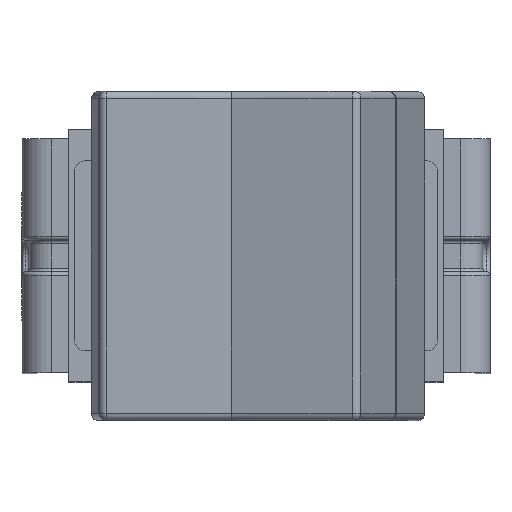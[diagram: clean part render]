
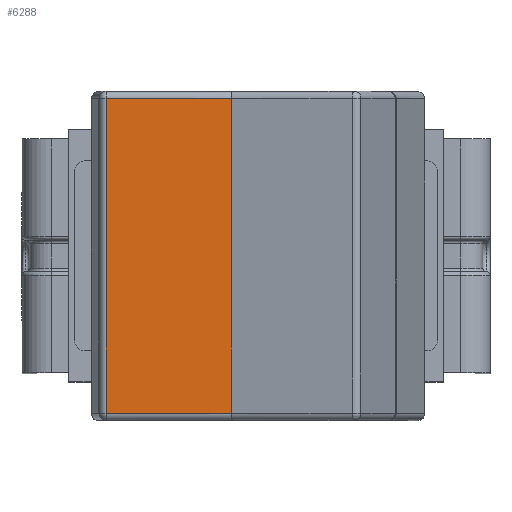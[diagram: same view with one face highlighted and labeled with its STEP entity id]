
A CAD part, top view. The second image highlights one B-rep face of the part: STEP entity #6288.
In plain terms, the highlighted planar face has unit normal (0, 0, 1).
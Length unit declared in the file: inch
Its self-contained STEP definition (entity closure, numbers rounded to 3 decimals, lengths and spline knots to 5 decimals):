
#98=PLANE('',#6713);
#366=FACE_OUTER_BOUND('',#744,.T.);
#744=EDGE_LOOP('',(#4249,#4250,#4251,#4252));
#1132=LINE('',#9429,#1713);
#1143=LINE('',#9472,#1724);
#1144=LINE('',#9476,#1725);
#1145=LINE('',#9477,#1726);
#1713=VECTOR('',#7436,0.3937);
#1724=VECTOR('',#7485,0.3937);
#1725=VECTOR('',#7490,0.3937);
#1726=VECTOR('',#7491,0.3937);
#2619=VERTEX_POINT('',#9423);
#2621=VERTEX_POINT('',#9427);
#2634=VERTEX_POINT('',#9471);
#2635=VERTEX_POINT('',#9475);
#3233=EDGE_CURVE('',#2621,#2619,#1132,.T.);
#3254=EDGE_CURVE('',#2634,#2619,#1143,.T.);
#3256=EDGE_CURVE('',#2635,#2621,#1144,.T.);
#3257=EDGE_CURVE('',#2634,#2635,#1145,.T.);
#4249=ORIENTED_EDGE('',*,*,#3233,.F.);
#4250=ORIENTED_EDGE('',*,*,#3256,.F.);
#4251=ORIENTED_EDGE('',*,*,#3257,.F.);
#4252=ORIENTED_EDGE('',*,*,#3254,.T.);
#6288=ADVANCED_FACE('',(#366),#98,.T.);
#6713=AXIS2_PLACEMENT_3D('',#9474,#7488,#7489);
#7436=DIRECTION('',(-1.,0.,0.));
#7485=DIRECTION('',(0.,-1.,0.));
#7488=DIRECTION('center_axis',(0.,0.,
1.));
#7489=DIRECTION('ref_axis',(0.,-1.,0.));
#7490=DIRECTION('',(0.,-1.,0.));
#7491=DIRECTION('',(1.,0.,0.));
#9423=CARTESIAN_POINT('',(-0.20506,-0.21575,0.86417));
#9427=CARTESIAN_POINT('',(-0.03354,-0.21575,0.86417));
#9429=CARTESIAN_POINT('',(-0.10977,-0.21575,0.86417));
#9471=CARTESIAN_POINT('',(-0.20506,0.21457,0.86417));
#9472=CARTESIAN_POINT('',(-0.20506,0.22441,0.86417));
#9474=CARTESIAN_POINT('Origin',(-0.20506,0.22441,0.86417));
#9475=CARTESIAN_POINT('',(-0.03354,0.21457,0.86417));
#9476=CARTESIAN_POINT('',(-0.03354,0.22441,0.86417));
#9477=CARTESIAN_POINT('',(-0.10977,0.21457,0.86417));
